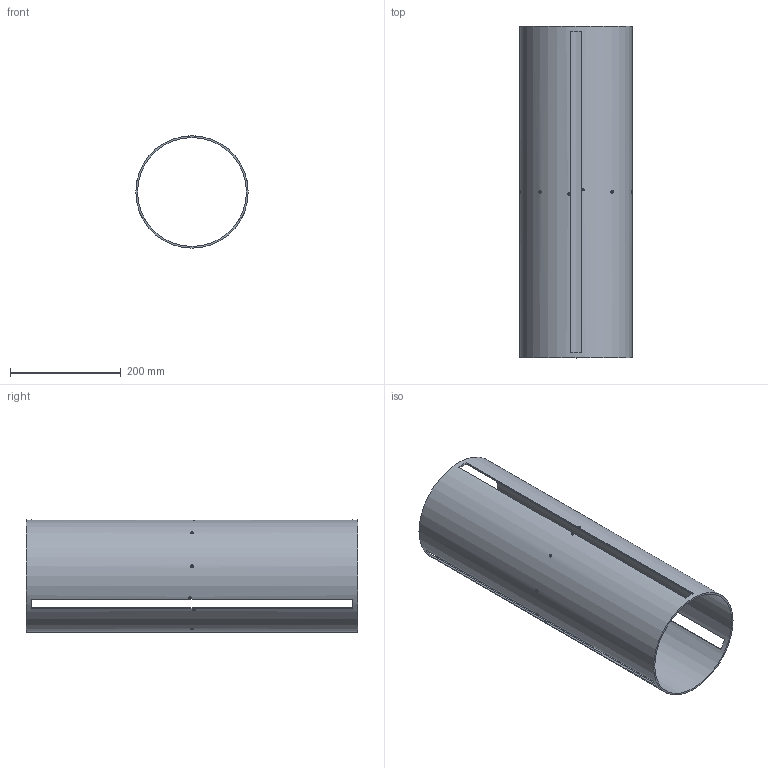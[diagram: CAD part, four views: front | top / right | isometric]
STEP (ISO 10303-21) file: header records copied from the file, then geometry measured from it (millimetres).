
FILE_DESCRIPTION(/* description */ (''),/* implementation_level */ '2;1');
FILE_NAME(/* name */ 'can_8in_2insert_holes.stp',/* time_stamp */ '2020-10-09T14:44:40-05:00',/* author */ ('dsouthall'),/* organization */ (''),/* preprocessor_version */ 'ST-DEVELOPER v18.1',/* originating_system */ 'Autodesk Inventor 2021',/* authorisation */ '');
FILE_SCHEMA (('AUTOMOTIVE_DESIGN { 1 0 10303 214 3 1 1 }'));
Length unit declared in the file: inch
Products named in the file (1): can
Bounding box: 203.2 x 600 x 203.2 mm (x, y, z)
Volume: 1086064.4 mm3; surface area: 699968.1 mm2
Topology: 1 solids, 1 shells, 40 faces, 140 edges, 102 vertices
Faces by surface type: cylinder 14, plane 14, cone 12
Full cylindrical faces by diameter (mm): 2.438 x6, 3.277 x6, 196.85 x1, 203.2 x1
Entity records: 2393 total; most frequent: CARTESIAN_POINT 1111, ORIENTED_EDGE 280, DIRECTION 216, EDGE_CURVE 140, VERTEX_POINT 102, AXIS2_PLACEMENT_3D 83, EDGE_LOOP 72, LINE 50
